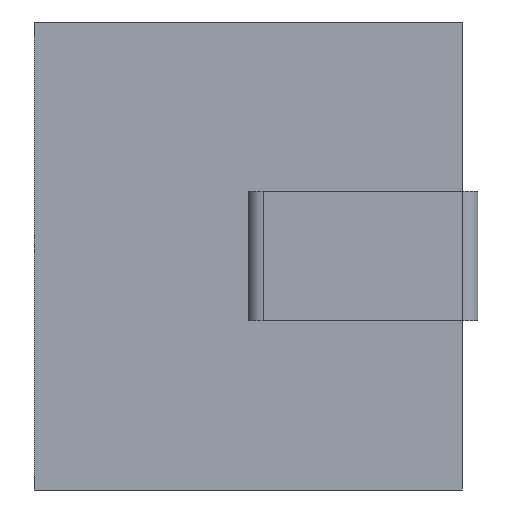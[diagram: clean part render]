
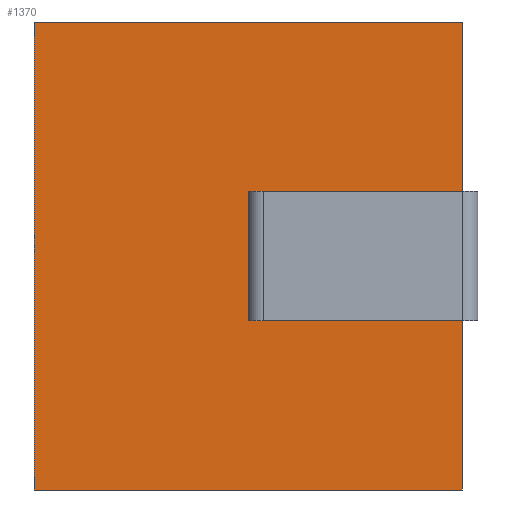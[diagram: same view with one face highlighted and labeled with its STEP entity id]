
A CAD part, left-side view. The second image highlights one B-rep face of the part: STEP entity #1370.
In plain terms, the highlighted planar face has unit normal (-1, 0, 0).
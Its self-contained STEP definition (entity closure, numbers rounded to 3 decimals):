
#199 = VERTEX_POINT ( 'NONE', #1310 ) ;
#388 = CARTESIAN_POINT ( 'NONE',  ( -5.4, 0., -1.055 ) ) ;
#649 = LINE ( 'NONE', #7286, #2528 ) ;
#674 = LINE ( 'NONE', #1477, #9552 ) ;
#923 = LINE ( 'NONE', #6508, #8214 ) ;
#1039 = DIRECTION ( 'NONE',  ( 0., 0., 1. ) ) ;
#1110 = DIRECTION ( 'NONE',  ( 0., 0., 1. ) ) ;
#1195 = DIRECTION ( 'NONE',  ( 0., 0., 1. ) ) ;
#1310 = CARTESIAN_POINT ( 'NONE',  ( -5.4, 7., 3.825 ) ) ;
#1370 = ADVANCED_FACE ( 'NONE', ( #4304 ), #5022, .F. ) ;
#1477 = CARTESIAN_POINT ( 'NONE',  ( -5.4, 7., -3.825 ) ) ;
#1872 = ORIENTED_EDGE ( 'NONE', *, *, #2688, .F. ) ;
#1879 = EDGE_CURVE ( 'NONE', #3387, #8209, #6823, .T. ) ;
#1939 = DIRECTION ( 'NONE',  ( 0., 0., -1. ) ) ;
#2059 = ORIENTED_EDGE ( 'NONE', *, *, #4432, .T. ) ;
#2119 = VERTEX_POINT ( 'NONE', #12918 ) ;
#2358 = VECTOR ( 'NONE', #1110, 1000. ) ;
#2457 = VERTEX_POINT ( 'NONE', #5491 ) ;
#2528 = VECTOR ( 'NONE', #10404, 1000. ) ;
#2601 = DIRECTION ( 'NONE',  ( 0., -1., 0. ) ) ;
#2688 = EDGE_CURVE ( 'NONE', #8209, #8388, #10663, .T. ) ;
#3130 = VERTEX_POINT ( 'NONE', #7847 ) ;
#3387 = VERTEX_POINT ( 'NONE', #13227 ) ;
#3846 = ORIENTED_EDGE ( 'NONE', *, *, #4824, .T. ) ;
#4229 = CARTESIAN_POINT ( 'NONE',  ( -5.4, 7., -3.825 ) ) ;
#4304 = FACE_OUTER_BOUND ( 'NONE', #10376, .T. ) ;
#4432 = EDGE_CURVE ( 'NONE', #2119, #2457, #923, .T. ) ;
#4824 = EDGE_CURVE ( 'NONE', #10391, #8388, #5794, .T. ) ;
#5022 = PLANE ( 'NONE',  #7417 ) ;
#5197 = VECTOR ( 'NONE', #2601, 1000. ) ;
#5409 = VECTOR ( 'NONE', #6347, 1000. ) ;
#5469 = VECTOR ( 'NONE', #13477, 1000. ) ;
#5491 = CARTESIAN_POINT ( 'NONE',  ( -5.4, 0., 3.825 ) ) ;
#5794 = LINE ( 'NONE', #12109, #10034 ) ;
#5795 = EDGE_CURVE ( 'NONE', #2119, #3387, #649, .T. ) ;
#6347 = DIRECTION ( 'NONE',  ( 0., -1., 0. ) ) ;
#6508 = CARTESIAN_POINT ( 'NONE',  ( -5.4, 0., 3.825 ) ) ;
#6823 = LINE ( 'NONE', #10414, #5469 ) ;
#6954 = ORIENTED_EDGE ( 'NONE', *, *, #13531, .F. ) ;
#7286 = CARTESIAN_POINT ( 'NONE',  ( -5.4, 7., 1.055 ) ) ;
#7417 = AXIS2_PLACEMENT_3D ( 'NONE', #4229, #9926, #1939 ) ;
#7479 = ORIENTED_EDGE ( 'NONE', *, *, #11071, .F. ) ;
#7596 = CARTESIAN_POINT ( 'NONE',  ( -5.4, 7., 3.825 ) ) ;
#7847 = CARTESIAN_POINT ( 'NONE',  ( -5.4, 7., -3.825 ) ) ;
#8209 = VERTEX_POINT ( 'NONE', #8752 ) ;
#8214 = VECTOR ( 'NONE', #1039, 1000. ) ;
#8388 = VERTEX_POINT ( 'NONE', #388 ) ;
#8752 = CARTESIAN_POINT ( 'NONE',  ( -5.4, 3.5, -1.055 ) ) ;
#9163 = EDGE_CURVE ( 'NONE', #3130, #10391, #674, .T. ) ;
#9552 = VECTOR ( 'NONE', #11218, 1000. ) ;
#9926 = DIRECTION ( 'NONE',  ( 1., 0., 0. ) ) ;
#10034 = VECTOR ( 'NONE', #1195, 1000. ) ;
#10376 = EDGE_LOOP ( 'NONE', ( #2059, #7479, #6954, #10752, #3846, #1872, #11138, #11067 ) ) ;
#10391 = VERTEX_POINT ( 'NONE', #10977 ) ;
#10404 = DIRECTION ( 'NONE',  ( 0., 1., 0. ) ) ;
#10414 = CARTESIAN_POINT ( 'NONE',  ( -5.4, 3.5, -3.825 ) ) ;
#10663 = LINE ( 'NONE', #12733, #5409 ) ;
#10752 = ORIENTED_EDGE ( 'NONE', *, *, #9163, .T. ) ;
#10977 = CARTESIAN_POINT ( 'NONE',  ( -5.4, 0., -3.825 ) ) ;
#11026 = LINE ( 'NONE', #7596, #2358 ) ;
#11067 = ORIENTED_EDGE ( 'NONE', *, *, #5795, .F. ) ;
#11071 = EDGE_CURVE ( 'NONE', #199, #2457, #11302, .T. ) ;
#11138 = ORIENTED_EDGE ( 'NONE', *, *, #1879, .F. ) ;
#11218 = DIRECTION ( 'NONE',  ( 0., -1., 0. ) ) ;
#11302 = LINE ( 'NONE', #13416, #5197 ) ;
#12109 = CARTESIAN_POINT ( 'NONE',  ( -5.4, 0., 3.825 ) ) ;
#12733 = CARTESIAN_POINT ( 'NONE',  ( -5.4, 7., -1.055 ) ) ;
#12918 = CARTESIAN_POINT ( 'NONE',  ( -5.4, 0., 1.055 ) ) ;
#13227 = CARTESIAN_POINT ( 'NONE',  ( -5.4, 3.5, 1.055 ) ) ;
#13416 = CARTESIAN_POINT ( 'NONE',  ( -5.4, 7., 3.825 ) ) ;
#13477 = DIRECTION ( 'NONE',  ( 0., 0., -1. ) ) ;
#13531 = EDGE_CURVE ( 'NONE', #3130, #199, #11026, .T. ) ;
